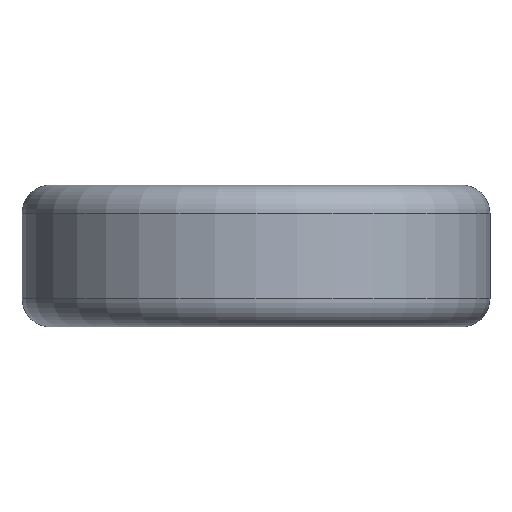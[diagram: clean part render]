
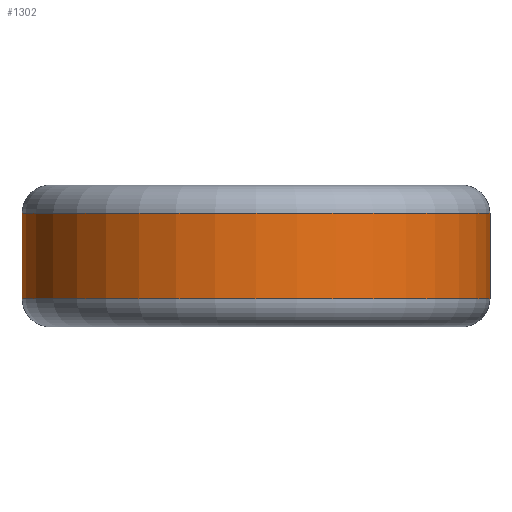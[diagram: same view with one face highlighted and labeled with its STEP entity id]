
A CAD part, front view. The second image highlights one B-rep face of the part: STEP entity #1302.
In plain terms, the highlighted cylindrical face has radius 8.25 mm (diameter 16.5 mm), a partial arc.
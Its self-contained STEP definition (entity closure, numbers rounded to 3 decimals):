
#105=DIRECTION('',(0.,0.,1.));
#106=VECTOR('',#105,3.);
#107=CARTESIAN_POINT('',(8.25,0.,1.));
#108=LINE('',#107,#106);
#437=CARTESIAN_POINT('',(0.,0.,4.));
#438=DIRECTION('',(0.,0.,1.));
#439=DIRECTION('',(-1.,0.,0.));
#440=AXIS2_PLACEMENT_3D('',#437,#438,#439);
#442=CARTESIAN_POINT('',(0.,0.,1.));
#443=DIRECTION('',(0.,0.,-1.));
#444=DIRECTION('',(1.,0.,0.));
#445=AXIS2_PLACEMENT_3D('',#442,#443,#444);
#447=DIRECTION('',(0.,0.,1.));
#448=VECTOR('',#447,3.);
#449=CARTESIAN_POINT('',(-8.25,0.,1.));
#450=LINE('',#449,#448);
#503=CARTESIAN_POINT('',(-8.25,0.,4.));
#504=CARTESIAN_POINT('',(8.25,0.,4.));
#505=VERTEX_POINT('',#503);
#506=VERTEX_POINT('',#504);
#511=CARTESIAN_POINT('',(8.25,0.,1.));
#512=CARTESIAN_POINT('',(-8.25,0.,1.));
#513=VERTEX_POINT('',#511);
#514=VERTEX_POINT('',#512);
#1291=CARTESIAN_POINT('',(0.,0.,0.));
#1292=DIRECTION('',(0.,0.,1.));
#1293=DIRECTION('',(1.,0.,0.));
#1294=AXIS2_PLACEMENT_3D('',#1291,#1292,#1293);
#1295=CYLINDRICAL_SURFACE('',#1294,8.25);
#1296=ORIENTED_EDGE('',*,*,#1285,.T.);
#1297=ORIENTED_EDGE('',*,*,#574,.F.);
#1298=ORIENTED_EDGE('',*,*,#535,.T.);
#1299=ORIENTED_EDGE('',*,*,#566,.T.);
#1300=EDGE_LOOP('',(#1296,#1297,#1298,#1299));
#1301=FACE_OUTER_BOUND('',#1300,.F.);
#441=CIRCLE('',#440,8.25);
#446=CIRCLE('',#445,8.25);
#535=EDGE_CURVE('',#513,#514,#446,.T.);
#566=EDGE_CURVE('',#514,#505,#450,.T.);
#574=EDGE_CURVE('',#513,#506,#108,.T.);
#1285=EDGE_CURVE('',#505,#506,#441,.T.);
#1302=ADVANCED_FACE('',(#1301),#1295,.T.);
